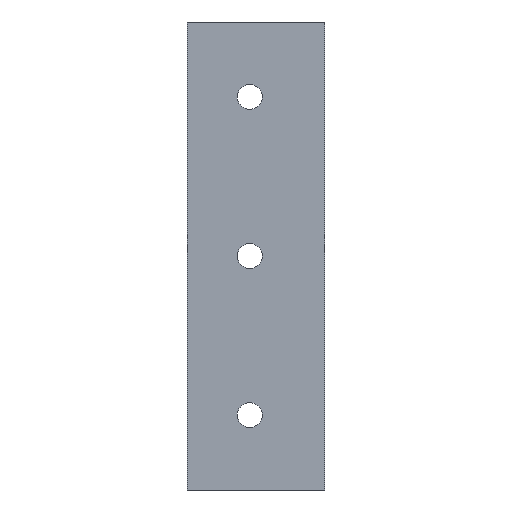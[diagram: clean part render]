
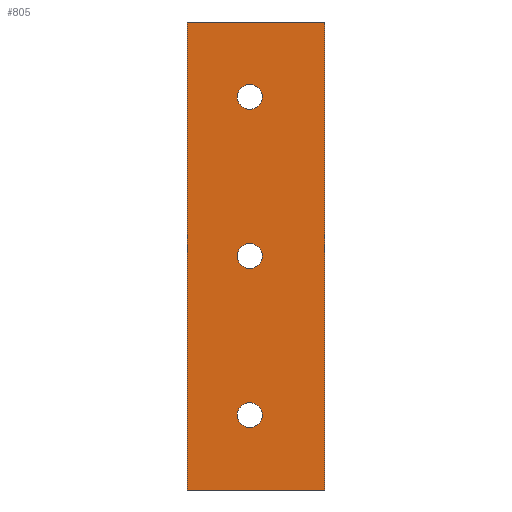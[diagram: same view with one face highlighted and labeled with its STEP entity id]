
A CAD part, left-side view. The second image highlights one B-rep face of the part: STEP entity #805.
In plain terms, the highlighted planar face has unit normal (-1, 0, 0).
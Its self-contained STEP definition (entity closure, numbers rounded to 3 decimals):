
#19=FACE_BOUND('',#126,.T.);
#20=FACE_BOUND('',#127,.T.);
#21=FACE_BOUND('',#128,.T.);
#31=PLANE('',#878);
#79=FACE_OUTER_BOUND('',#125,.T.);
#125=EDGE_LOOP('',(#694,#695,#696,#697));
#126=EDGE_LOOP('',(#698));
#127=EDGE_LOOP('',(#699));
#128=EDGE_LOOP('',(#700));
#216=CIRCLE('',#870,2.);
#218=CIRCLE('',#873,2.);
#220=CIRCLE('',#876,2.);
#242=LINE('',#2141,#282);
#250=LINE('',#3363,#290);
#251=LINE('',#3365,#291);
#252=LINE('',#3366,#292);
#282=VECTOR('',#977,10.);
#290=VECTOR('',#1023,10.);
#291=VECTOR('',#1024,10.);
#292=VECTOR('',#1025,10.);
#361=VERTEX_POINT('',#2134);
#364=VERTEX_POINT('',#2139);
#368=VERTEX_POINT('',#3340);
#370=VERTEX_POINT('',#3346);
#372=VERTEX_POINT('',#3352);
#375=VERTEX_POINT('',#3362);
#376=VERTEX_POINT('',#3364);
#458=EDGE_CURVE('',#361,#364,#242,.T.);
#480=EDGE_CURVE('',#368,#368,#216,.T.);
#483=EDGE_CURVE('',#370,#370,#218,.T.);
#486=EDGE_CURVE('',#372,#372,#220,.T.);
#490=EDGE_CURVE('',#375,#361,#250,.T.);
#491=EDGE_CURVE('',#376,#364,#251,.T.);
#492=EDGE_CURVE('',#375,#376,#252,.T.);
#694=ORIENTED_EDGE('',*,*,#490,.T.);
#695=ORIENTED_EDGE('',*,*,#458,.T.);
#696=ORIENTED_EDGE('',*,*,#491,.F.);
#697=ORIENTED_EDGE('',*,*,#492,.F.);
#698=ORIENTED_EDGE('',*,*,#480,.T.);
#699=ORIENTED_EDGE('',*,*,#483,.T.);
#700=ORIENTED_EDGE('',*,*,#486,.T.);
#805=ADVANCED_FACE('',(#79,#19,#20,#21),#31,.T.);
#870=AXIS2_PLACEMENT_3D('',#3342,#1000,#1001);
#873=AXIS2_PLACEMENT_3D('',#3348,#1007,#1008);
#876=AXIS2_PLACEMENT_3D('',#3354,#1014,#1015);
#878=AXIS2_PLACEMENT_3D('',#3361,#1021,#1022);
#977=DIRECTION('',(0.,0.,1.));
#1000=DIRECTION('center_axis',(1.,0.,0.));
#1001=DIRECTION('ref_axis',(0.,0.,-1.));
#1007=DIRECTION('center_axis',(1.,0.,0.));
#1008=DIRECTION('ref_axis',(0.,0.,-1.));
#1014=DIRECTION('center_axis',(1.,0.,0.));
#1015=DIRECTION('ref_axis',(0.,0.,-1.));
#1021=DIRECTION('center_axis',(-1.,0.,0.));
#1022=DIRECTION('ref_axis',(0.,-1.,0.));
#1023=DIRECTION('',(0.,-1.,0.));
#1024=DIRECTION('',(0.,-1.,0.));
#1025=DIRECTION('',(0.,0.,1.));
#2134=CARTESIAN_POINT('',(0.,0.,0.));
#2139=CARTESIAN_POINT('',(0.,0.,75.));
#2141=CARTESIAN_POINT('',(0.,0.,0.));
#3340=CARTESIAN_POINT('',(0.,12.,65.));
#3342=CARTESIAN_POINT('Origin',(0.,12.,63.));
#3346=CARTESIAN_POINT('',(0.,12.,39.5));
#3348=CARTESIAN_POINT('Origin',(0.,12.,37.5));
#3352=CARTESIAN_POINT('',(0.,12.,14.));
#3354=CARTESIAN_POINT('Origin',(0.,12.,12.));
#3361=CARTESIAN_POINT('Origin',(0.,22.,0.));
#3362=CARTESIAN_POINT('',(0.,22.,0.));
#3363=CARTESIAN_POINT('',(0.,22.,0.));
#3364=CARTESIAN_POINT('',(0.,22.,75.));
#3365=CARTESIAN_POINT('',(0.,22.,75.));
#3366=CARTESIAN_POINT('',(0.,22.,0.));
